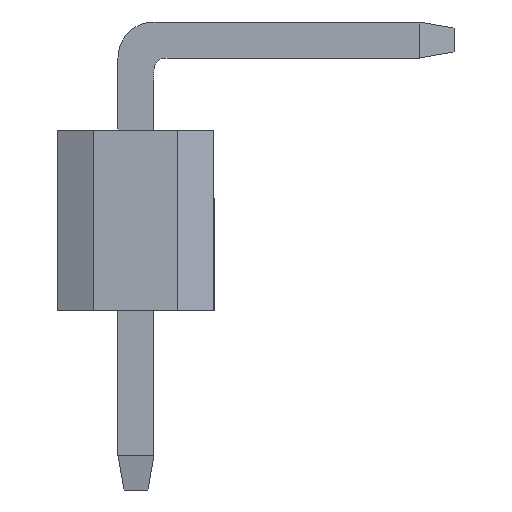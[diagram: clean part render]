
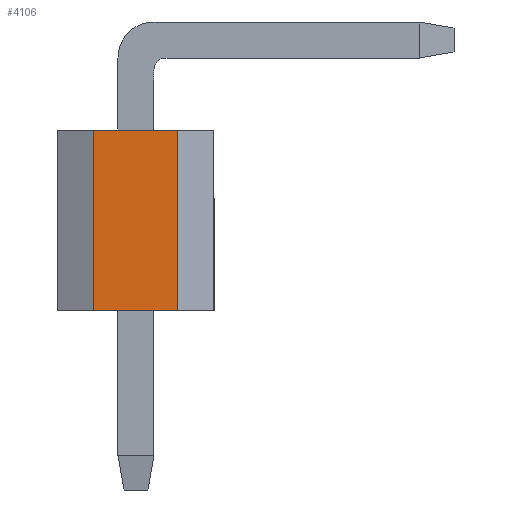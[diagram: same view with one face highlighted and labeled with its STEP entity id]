
A CAD part, left-side view. The second image highlights one B-rep face of the part: STEP entity #4106.
In plain terms, the highlighted planar face has unit normal (-1, 0, 0).
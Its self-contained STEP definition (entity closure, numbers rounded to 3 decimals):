
#113 = CARTESIAN_POINT ( 'NONE',  ( -20., -0.35, 0. ) ) ;
#226 = DIRECTION ( 'NONE',  ( 0., 0., -1. ) ) ;
#254 = VERTEX_POINT ( 'NONE', #4009 ) ;
#522 = ORIENTED_EDGE ( 'NONE', *, *, #6743, .T. ) ;
#1018 = LINE ( 'NONE', #3060, #3288 ) ;
#1027 = CARTESIAN_POINT ( 'NONE',  ( -20., 0.35, 0. ) ) ;
#1409 = EDGE_CURVE ( 'NONE', #2432, #7295, #7377, .T. ) ;
#1504 = ORIENTED_EDGE ( 'NONE', *, *, #5364, .T. ) ;
#1628 = CARTESIAN_POINT ( 'NONE',  ( -20., 0.35, 0. ) ) ;
#1672 = CARTESIAN_POINT ( 'NONE',  ( -20., -0.65, 1.5 ) ) ;
#2432 = VERTEX_POINT ( 'NONE', #6521 ) ;
#2748 = AXIS2_PLACEMENT_3D ( 'NONE', #3383, #5916, #226 ) ;
#2796 = VERTEX_POINT ( 'NONE', #1628 ) ;
#3060 = CARTESIAN_POINT ( 'NONE',  ( -20., -0.65, 0. ) ) ;
#3288 = VECTOR ( 'NONE', #3549, 1000. ) ;
#3383 = CARTESIAN_POINT ( 'NONE',  ( -20., -0.65, 1.5 ) ) ;
#3549 = DIRECTION ( 'NONE',  ( 0., -1., 0. ) ) ;
#3821 = VECTOR ( 'NONE', #8226, 1000. ) ;
#4009 = CARTESIAN_POINT ( 'NONE',  ( -20., -0.35, 0. ) ) ;
#4011 = FACE_OUTER_BOUND ( 'NONE', #4535, .T. ) ;
#4106 = ADVANCED_FACE ( 'NONE', ( #4011 ), #6547, .F. ) ;
#4203 = DIRECTION ( 'NONE',  ( 0., -1., 0. ) ) ;
#4221 = LINE ( 'NONE', #1027, #7950 ) ;
#4535 = EDGE_LOOP ( 'NONE', ( #522, #1504, #6489, #5768 ) ) ;
#5219 = EDGE_CURVE ( 'NONE', #2796, #2432, #4221, .T. ) ;
#5364 = EDGE_CURVE ( 'NONE', #254, #7295, #5755, .T. ) ;
#5755 = LINE ( 'NONE', #113, #3821 ) ;
#5768 = ORIENTED_EDGE ( 'NONE', *, *, #5219, .F. ) ;
#5916 = DIRECTION ( 'NONE',  ( 1., 0., 0. ) ) ;
#6231 = VECTOR ( 'NONE', #4203, 1000. ) ;
#6489 = ORIENTED_EDGE ( 'NONE', *, *, #1409, .F. ) ;
#6521 = CARTESIAN_POINT ( 'NONE',  ( -20., 0.35, 1.5 ) ) ;
#6547 = PLANE ( 'NONE',  #2748 ) ;
#6743 = EDGE_CURVE ( 'NONE', #2796, #254, #1018, .T. ) ;
#7295 = VERTEX_POINT ( 'NONE', #7624 ) ;
#7377 = LINE ( 'NONE', #1672, #6231 ) ;
#7483 = DIRECTION ( 'NONE',  ( 0., 0., 1. ) ) ;
#7624 = CARTESIAN_POINT ( 'NONE',  ( -20., -0.35, 1.5 ) ) ;
#7950 = VECTOR ( 'NONE', #7483, 1000. ) ;
#8226 = DIRECTION ( 'NONE',  ( 0., 0., 1. ) ) ;
